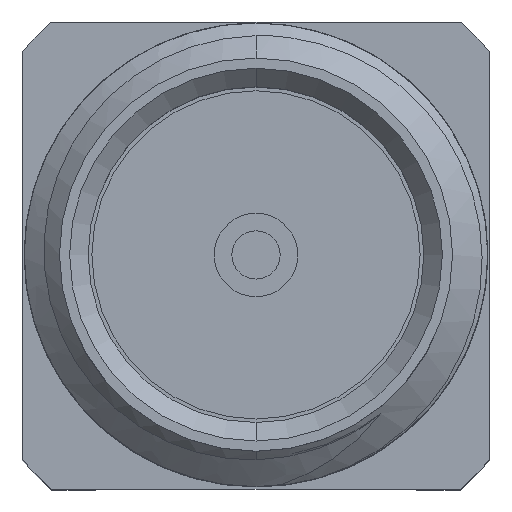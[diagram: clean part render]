
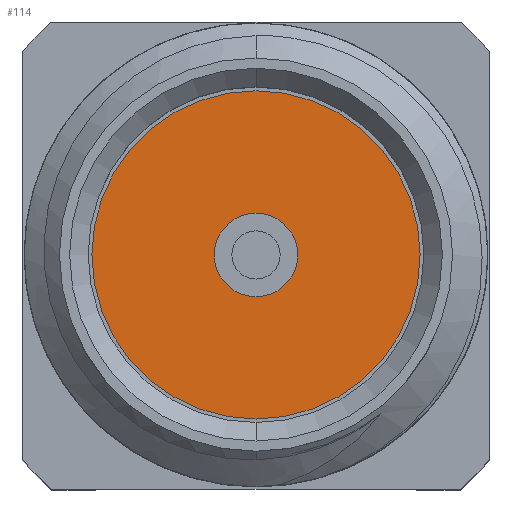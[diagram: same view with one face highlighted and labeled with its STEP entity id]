
A CAD part, top view. The second image highlights one B-rep face of the part: STEP entity #114.
In plain terms, the highlighted planar face has unit normal (0, 0, 1).
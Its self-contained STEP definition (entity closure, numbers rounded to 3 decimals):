
#114=ADVANCED_FACE('',(#262,#263),#264,.T.);
#262=FACE_OUTER_BOUND('',#1102,.T.);
#263=FACE_BOUND('',#1103,.T.);
#264=PLANE('',#1104);
#1102=EDGE_LOOP('',(#1668,#1669));
#1103=EDGE_LOOP('',(#1670,#1671));
#1104=AXIS2_PLACEMENT_3D('',#1672,#1673,#1674);
#1668=ORIENTED_EDGE('',*,*,#1892,.T.);
#1669=ORIENTED_EDGE('',*,*,#1894,.F.);
#1670=ORIENTED_EDGE('',*,*,#1895,.T.);
#1671=ORIENTED_EDGE('',*,*,#1896,.F.);
#1672=CARTESIAN_POINT('',(0.0,0.0,-1.981));
#1673=DIRECTION('',(0.0,0.0,1.0));
#1674=DIRECTION('',(1.0,-0.0,0.0));
#1892=EDGE_CURVE('',#2200,#2198,#2201,.T.);
#1894=EDGE_CURVE('',#2200,#2198,#2203,.T.);
#1895=EDGE_CURVE('',#2204,#2205,#2206,.T.);
#1896=EDGE_CURVE('',#2204,#2205,#2207,.T.);
#2198=VERTEX_POINT('',#3413);
#2200=VERTEX_POINT('',#3416);
#2201=CIRCLE('',#3417,2.248);
#2203=CIRCLE('',#3420,2.248);
#2204=VERTEX_POINT('',#3421);
#2205=VERTEX_POINT('',#3422);
#2206=CIRCLE('',#3423,0.572);
#2207=CIRCLE('',#3424,0.572);
#3413=CARTESIAN_POINT('',(0.0,-2.248,-1.981));
#3416=CARTESIAN_POINT('',(0.0,2.248,-1.981));
#3417=AXIS2_PLACEMENT_3D('',#3656,#3657,#3658);
#3420=AXIS2_PLACEMENT_3D('',#3660,#3661,#3662);
#3421=CARTESIAN_POINT('',(0.0,0.572,-1.981));
#3422=CARTESIAN_POINT('',(0.0,-0.572,-1.981));
#3423=AXIS2_PLACEMENT_3D('',#3663,#3664,#3665);
#3424=AXIS2_PLACEMENT_3D('',#3666,#3667,#3668);
#3656=CARTESIAN_POINT('',(0.0,0.0,-1.981));
#3657=DIRECTION('',(0.0,-0.0,1.0));
#3658=DIRECTION('',(0.0,1.0,0.0));
#3660=CARTESIAN_POINT('',(0.0,0.0,-1.981));
#3661=DIRECTION('',(0.0,0.0,-1.0));
#3662=DIRECTION('',(0.0,1.0,0.0));
#3663=CARTESIAN_POINT('',(0.0,0.0,-1.981));
#3664=DIRECTION('',(0.0,0.0,-1.0));
#3665=DIRECTION('',(0.0,1.0,0.0));
#3666=CARTESIAN_POINT('',(0.0,0.0,-1.981));
#3667=DIRECTION('',(0.0,-0.0,1.0));
#3668=DIRECTION('',(0.0,1.0,0.0));
